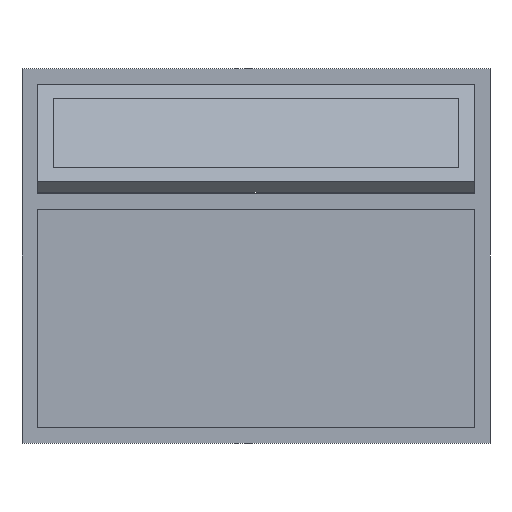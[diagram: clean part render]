
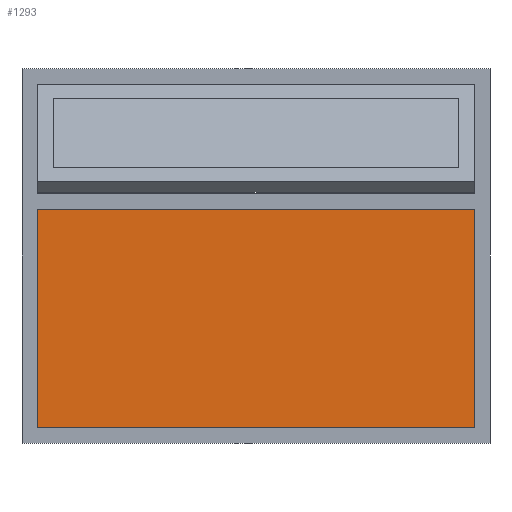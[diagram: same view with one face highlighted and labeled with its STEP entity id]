
A CAD part, front view. The second image highlights one B-rep face of the part: STEP entity #1293.
In plain terms, the highlighted planar face has unit normal (0, -1, 0).
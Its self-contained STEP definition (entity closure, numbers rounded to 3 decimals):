
#984 = VERTEX_POINT('',#985);
#985 = CARTESIAN_POINT('',(50.,0.,50.));
#994 = PLANE('',#995);
#995 = AXIS2_PLACEMENT_3D('',#996,#997,#998);
#996 = CARTESIAN_POINT('',(50.,0.,50.));
#997 = DIRECTION('',(0.,0.,-1.));
#998 = DIRECTION('',(1.,0.,0.));
#1006 = PLANE('',#1007);
#1007 = AXIS2_PLACEMENT_3D('',#1008,#1009,#1010);
#1008 = CARTESIAN_POINT('',(50.,0.,750.));
#1009 = DIRECTION('',(-1.,0.,-0.));
#1010 = DIRECTION('',(0.,0.,-1.));
#1047 = VERTEX_POINT('',#1048);
#1048 = CARTESIAN_POINT('',(1450.,0.,50.));
#1062 = PLANE('',#1063);
#1063 = AXIS2_PLACEMENT_3D('',#1064,#1065,#1066);
#1064 = CARTESIAN_POINT('',(1450.,0.,50.));
#1065 = DIRECTION('',(1.,0.,0.));
#1066 = DIRECTION('',(-0.,0.,1.));
#1074 = EDGE_CURVE('',#984,#1047,#1075,.T.);
#1075 = SURFACE_CURVE('',#1076,(#1080,#1087),.PCURVE_S1.);
#1076 = LINE('',#1077,#1078);
#1077 = CARTESIAN_POINT('',(50.,0.,50.));
#1078 = VECTOR('',#1079,1.);
#1079 = DIRECTION('',(1.,0.,0.));
#1080 = PCURVE('',#994,#1081);
#1081 = DEFINITIONAL_REPRESENTATION('',(#1082),#1086);
#1082 = LINE('',#1083,#1084);
#1083 = CARTESIAN_POINT('',(0.,0.));
#1084 = VECTOR('',#1085,1.);
#1085 = DIRECTION('',(1.,0.));
#1086 = ( GEOMETRIC_REPRESENTATION_CONTEXT(2) 
PARAMETRIC_REPRESENTATION_CONTEXT() REPRESENTATION_CONTEXT('2D SPACE',''
  ) );
#1087 = PCURVE('',#1088,#1093);
#1088 = PLANE('',#1089);
#1089 = AXIS2_PLACEMENT_3D('',#1090,#1091,#1092);
#1090 = CARTESIAN_POINT('',(750.,0.,400.));
#1091 = DIRECTION('',(0.,-1.,0.));
#1092 = DIRECTION('',(0.,0.,-1.));
#1093 = DEFINITIONAL_REPRESENTATION('',(#1094),#1098);
#1094 = LINE('',#1095,#1096);
#1095 = CARTESIAN_POINT('',(350.,-700.));
#1096 = VECTOR('',#1097,1.);
#1097 = DIRECTION('',(0.,1.));
#1098 = ( GEOMETRIC_REPRESENTATION_CONTEXT(2) 
PARAMETRIC_REPRESENTATION_CONTEXT() REPRESENTATION_CONTEXT('2D SPACE',''
  ) );
#1128 = VERTEX_POINT('',#1129);
#1129 = CARTESIAN_POINT('',(1450.,0.,750.));
#1143 = PLANE('',#1144);
#1144 = AXIS2_PLACEMENT_3D('',#1145,#1146,#1147);
#1145 = CARTESIAN_POINT('',(1450.,0.,750.));
#1146 = DIRECTION('',(0.,-0.,1.));
#1147 = DIRECTION('',(-1.,0.,0.));
#1155 = EDGE_CURVE('',#1047,#1128,#1156,.T.);
#1156 = SURFACE_CURVE('',#1157,(#1161,#1168),.PCURVE_S1.);
#1157 = LINE('',#1158,#1159);
#1158 = CARTESIAN_POINT('',(1450.,0.,50.));
#1159 = VECTOR('',#1160,1.);
#1160 = DIRECTION('',(0.,0.,1.));
#1161 = PCURVE('',#1062,#1162);
#1162 = DEFINITIONAL_REPRESENTATION('',(#1163),#1167);
#1163 = LINE('',#1164,#1165);
#1164 = CARTESIAN_POINT('',(0.,0.));
#1165 = VECTOR('',#1166,1.);
#1166 = DIRECTION('',(1.,0.));
#1167 = ( GEOMETRIC_REPRESENTATION_CONTEXT(2) 
PARAMETRIC_REPRESENTATION_CONTEXT() REPRESENTATION_CONTEXT('2D SPACE',''
  ) );
#1168 = PCURVE('',#1088,#1169);
#1169 = DEFINITIONAL_REPRESENTATION('',(#1170),#1174);
#1170 = LINE('',#1171,#1172);
#1171 = CARTESIAN_POINT('',(350.,700.));
#1172 = VECTOR('',#1173,1.);
#1173 = DIRECTION('',(-1.,0.));
#1174 = ( GEOMETRIC_REPRESENTATION_CONTEXT(2) 
PARAMETRIC_REPRESENTATION_CONTEXT() REPRESENTATION_CONTEXT('2D SPACE',''
  ) );
#1204 = VERTEX_POINT('',#1205);
#1205 = CARTESIAN_POINT('',(50.,0.,750.));
#1226 = EDGE_CURVE('',#1128,#1204,#1227,.T.);
#1227 = SURFACE_CURVE('',#1228,(#1232,#1239),.PCURVE_S1.);
#1228 = LINE('',#1229,#1230);
#1229 = CARTESIAN_POINT('',(1450.,0.,750.));
#1230 = VECTOR('',#1231,1.);
#1231 = DIRECTION('',(-1.,0.,0.));
#1232 = PCURVE('',#1143,#1233);
#1233 = DEFINITIONAL_REPRESENTATION('',(#1234),#1238);
#1234 = LINE('',#1235,#1236);
#1235 = CARTESIAN_POINT('',(0.,0.));
#1236 = VECTOR('',#1237,1.);
#1237 = DIRECTION('',(1.,0.));
#1238 = ( GEOMETRIC_REPRESENTATION_CONTEXT(2) 
PARAMETRIC_REPRESENTATION_CONTEXT() REPRESENTATION_CONTEXT('2D SPACE',''
  ) );
#1239 = PCURVE('',#1088,#1240);
#1240 = DEFINITIONAL_REPRESENTATION('',(#1241),#1245);
#1241 = LINE('',#1242,#1243);
#1242 = CARTESIAN_POINT('',(-350.,700.));
#1243 = VECTOR('',#1244,1.);
#1244 = DIRECTION('',(0.,-1.));
#1245 = ( GEOMETRIC_REPRESENTATION_CONTEXT(2) 
PARAMETRIC_REPRESENTATION_CONTEXT() REPRESENTATION_CONTEXT('2D SPACE',''
  ) );
#1273 = EDGE_CURVE('',#1204,#984,#1274,.T.);
#1274 = SURFACE_CURVE('',#1275,(#1279,#1286),.PCURVE_S1.);
#1275 = LINE('',#1276,#1277);
#1276 = CARTESIAN_POINT('',(50.,0.,750.));
#1277 = VECTOR('',#1278,1.);
#1278 = DIRECTION('',(0.,0.,-1.));
#1279 = PCURVE('',#1006,#1280);
#1280 = DEFINITIONAL_REPRESENTATION('',(#1281),#1285);
#1281 = LINE('',#1282,#1283);
#1282 = CARTESIAN_POINT('',(0.,0.));
#1283 = VECTOR('',#1284,1.);
#1284 = DIRECTION('',(1.,0.));
#1285 = ( GEOMETRIC_REPRESENTATION_CONTEXT(2) 
PARAMETRIC_REPRESENTATION_CONTEXT() REPRESENTATION_CONTEXT('2D SPACE',''
  ) );
#1286 = PCURVE('',#1088,#1287);
#1287 = DEFINITIONAL_REPRESENTATION('',(#1288),#1292);
#1288 = LINE('',#1289,#1290);
#1289 = CARTESIAN_POINT('',(-350.,-700.));
#1290 = VECTOR('',#1291,1.);
#1291 = DIRECTION('',(1.,0.));
#1292 = ( GEOMETRIC_REPRESENTATION_CONTEXT(2) 
PARAMETRIC_REPRESENTATION_CONTEXT() REPRESENTATION_CONTEXT('2D SPACE',''
  ) );
#1293 = ADVANCED_FACE('',(#1294),#1088,.T.);
#1294 = FACE_BOUND('',#1295,.T.);
#1295 = EDGE_LOOP('',(#1296,#1297,#1298,#1299));
#1296 = ORIENTED_EDGE('',*,*,#1074,.T.);
#1297 = ORIENTED_EDGE('',*,*,#1155,.T.);
#1298 = ORIENTED_EDGE('',*,*,#1226,.T.);
#1299 = ORIENTED_EDGE('',*,*,#1273,.T.);
